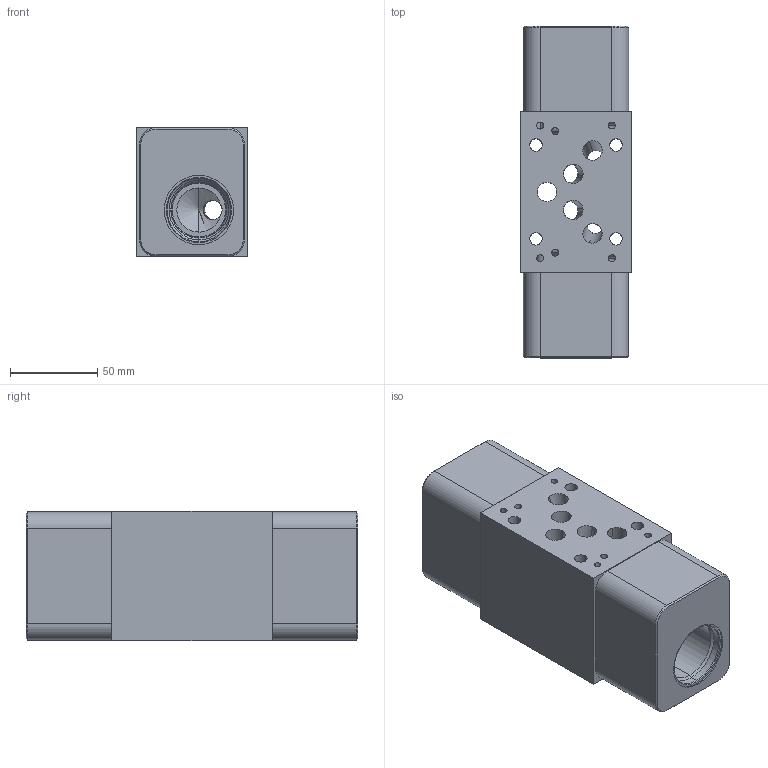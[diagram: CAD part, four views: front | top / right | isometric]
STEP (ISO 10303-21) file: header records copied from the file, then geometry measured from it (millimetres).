
FILE_DESCRIPTION((''),'2;1');
FILE_NAME('DJR_ASM','2024-05-21T',('ProEService'),(''),'PRO/ENGINEER BY PARAMETRIC TECHNOLOGY CORPORATION, 2014200','PRO/ENGINEER BY PARAMETRIC TECHNOLOGY CORPORATION, 2014200','');
FILE_SCHEMA(('CONFIG_CONTROL_DESIGN'));
Length unit declared in the file: inch
Products named in the file (2): 153-155; DJR_ASM
Assembly tree (1 placements, depth 2):
  DJR_ASM
    153-155
Bounding box: 63.5 x 190.5 x 74.63 mm (x, y, z)
Volume: 680870.4 mm3; surface area: 100432.8 mm2
Topology: 1 solids, 1 shells, 192 faces, 793 edges, 759 vertices
Faces by surface type: cylinder 98, cone 52, plane 28, sphere 10, torus 4
Entity records: 11192 total; most frequent: CARTESIAN_POINT 5123, DIRECTION 1142, ORIENTED_EDGE 1044, EDGE_CURVE 522, VECTOR 436, LINE 436, AXIS2_PLACEMENT_3D 353, VERTEX_POINT 331
